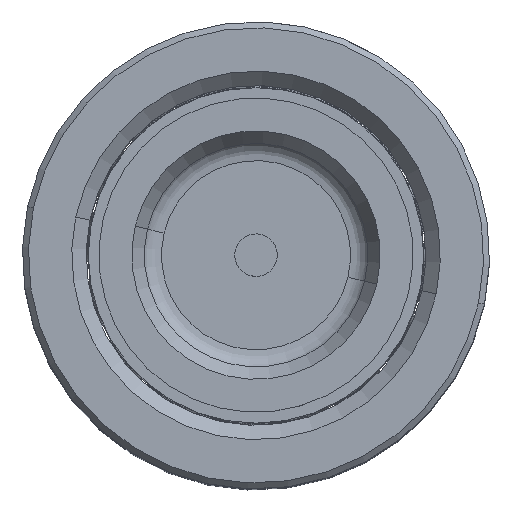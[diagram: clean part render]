
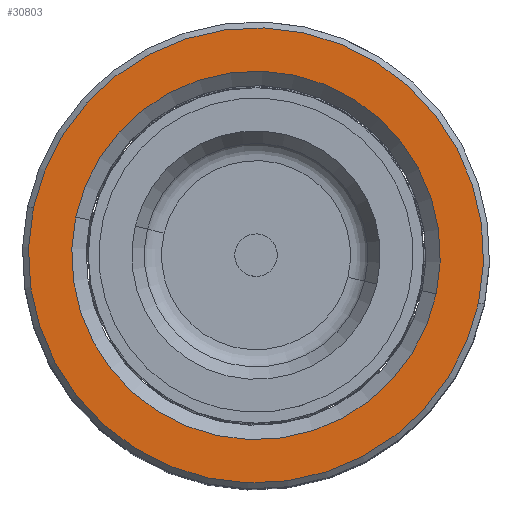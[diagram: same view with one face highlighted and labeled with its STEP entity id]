
A CAD part, top view. The second image highlights one B-rep face of the part: STEP entity #30803.
In plain terms, the highlighted planar face has unit normal (0, 0, 1).
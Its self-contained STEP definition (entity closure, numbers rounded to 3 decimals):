
#946 = EDGE_CURVE ( 'NONE', #4997, #7082, #6550, .T. ) ;
#4011 = DIRECTION ( 'NONE',  ( 1., 0., 0. ) ) ;
#4121 = FACE_OUTER_BOUND ( 'NONE', #32907, .T. ) ;
#4997 = VERTEX_POINT ( 'NONE', #18338 ) ;
#5705 = CIRCLE ( 'NONE', #27724, 21.7 ) ;
#6550 = CIRCLE ( 'NONE', #22646, 26.8 ) ;
#7082 = VERTEX_POINT ( 'NONE', #42730 ) ;
#7282 = FACE_BOUND ( 'NONE', #25590, .T. ) ;
#8289 = EDGE_CURVE ( 'NONE', #7082, #4997, #33153, .T. ) ;
#10222 = DIRECTION ( 'NONE',  ( 1., 0., 0. ) ) ;
#10659 = CARTESIAN_POINT ( 'NONE',  ( 0., 0., 80. ) ) ;
#10693 = DIRECTION ( 'NONE',  ( 1., 0., 0. ) ) ;
#12112 = EDGE_CURVE ( 'NONE', #15954, #41516, #5705, .T. ) ;
#13404 = DIRECTION ( 'NONE',  ( 0., 0., -1. ) ) ;
#15898 = CARTESIAN_POINT ( 'NONE',  ( 0., 0., 80. ) ) ;
#15954 = VERTEX_POINT ( 'NONE', #21246 ) ;
#17307 = DIRECTION ( 'NONE',  ( 0., 0., 1. ) ) ;
#18338 = CARTESIAN_POINT ( 'NONE',  ( -26.8, 0., 80. ) ) ;
#20161 = DIRECTION ( 'NONE',  ( 0., 0., 1. ) ) ;
#20710 = EDGE_CURVE ( 'NONE', #41516, #15954, #41163, .T. ) ;
#20875 = ORIENTED_EDGE ( 'NONE', *, *, #946, .T. ) ;
#21246 = CARTESIAN_POINT ( 'NONE',  ( 21.7, 0., 80. ) ) ;
#21325 = DIRECTION ( 'NONE',  ( 0., 0., 1. ) ) ;
#22646 = AXIS2_PLACEMENT_3D ( 'NONE', #10659, #20161, #10222 ) ;
#24228 = PLANE ( 'NONE',  #32065 ) ;
#24790 = DIRECTION ( 'NONE',  ( 1., 0., 0. ) ) ;
#25394 = AXIS2_PLACEMENT_3D ( 'NONE', #15898, #13404, #4011 ) ;
#25436 = ORIENTED_EDGE ( 'NONE', *, *, #20710, .T. ) ;
#25590 = EDGE_LOOP ( 'NONE', ( #40373, #25436 ) ) ;
#27724 = AXIS2_PLACEMENT_3D ( 'NONE', #31788, #28976, #42167 ) ;
#28020 = CARTESIAN_POINT ( 'NONE',  ( 0., 0., 80. ) ) ;
#28976 = DIRECTION ( 'NONE',  ( 0., 0., -1. ) ) ;
#30803 = ADVANCED_FACE ( 'NONE', ( #4121, #7282 ), #24228, .T. ) ;
#31788 = CARTESIAN_POINT ( 'NONE',  ( 0., 0., 80. ) ) ;
#32065 = AXIS2_PLACEMENT_3D ( 'NONE', #28020, #21325, #24790 ) ;
#32907 = EDGE_LOOP ( 'NONE', ( #20875, #35322 ) ) ;
#33153 = CIRCLE ( 'NONE', #38851, 26.8 ) ;
#35322 = ORIENTED_EDGE ( 'NONE', *, *, #8289, .T. ) ;
#37040 = CARTESIAN_POINT ( 'NONE',  ( 0., 0., 80. ) ) ;
#38103 = CARTESIAN_POINT ( 'NONE',  ( -21.7, 0., 80. ) ) ;
#38851 = AXIS2_PLACEMENT_3D ( 'NONE', #37040, #17307, #10693 ) ;
#40373 = ORIENTED_EDGE ( 'NONE', *, *, #12112, .T. ) ;
#41163 = CIRCLE ( 'NONE', #25394, 21.7 ) ;
#41516 = VERTEX_POINT ( 'NONE', #38103 ) ;
#42167 = DIRECTION ( 'NONE',  ( 1., 0., 0. ) ) ;
#42730 = CARTESIAN_POINT ( 'NONE',  ( 26.8, 0., 80. ) ) ;
